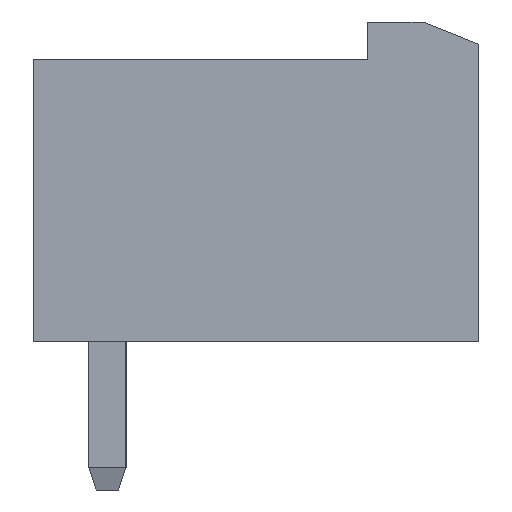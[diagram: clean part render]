
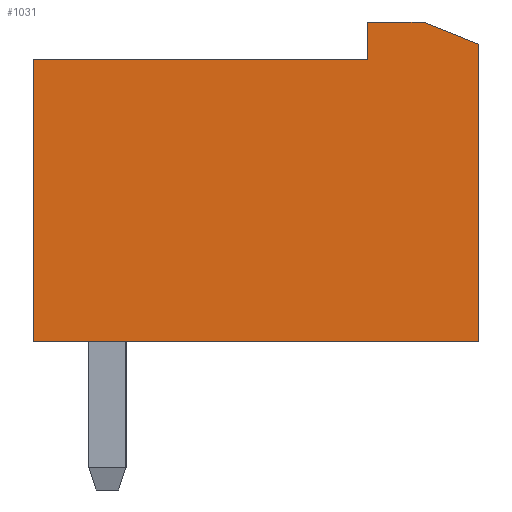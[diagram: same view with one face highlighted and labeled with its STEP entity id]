
A CAD part, left-side view. The second image highlights one B-rep face of the part: STEP entity #1031.
In plain terms, the highlighted planar face has unit normal (-1, 0, 0).
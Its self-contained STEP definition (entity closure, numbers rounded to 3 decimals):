
#22 = VERTEX_POINT('',#23);
#23 = CARTESIAN_POINT('',(-3.54,2.,7.6));
#32 = PLANE('',#33);
#33 = AXIS2_PLACEMENT_3D('',#34,#35,#36);
#34 = CARTESIAN_POINT('',(-3.54,2.,7.6));
#35 = DIRECTION('',(0.,1.,0.));
#36 = DIRECTION('',(0.,0.,-1.));
#44 = PLANE('',#45);
#45 = AXIS2_PLACEMENT_3D('',#46,#47,#48);
#46 = CARTESIAN_POINT('',(-3.54,-7.,7.6));
#47 = DIRECTION('',(0.,0.,1.));
#48 = DIRECTION('',(0.,1.,0.));
#85 = VERTEX_POINT('',#86);
#86 = CARTESIAN_POINT('',(-3.54,2.,0.));
#100 = PLANE('',#101);
#101 = AXIS2_PLACEMENT_3D('',#102,#103,#104);
#102 = CARTESIAN_POINT('',(-3.54,2.,0.));
#103 = DIRECTION('',(0.,0.,-1.));
#104 = DIRECTION('',(0.,-1.,0.));
#112 = EDGE_CURVE('',#22,#85,#113,.T.);
#113 = SURFACE_CURVE('',#114,(#118,#125),.PCURVE_S1.);
#114 = LINE('',#115,#116);
#115 = CARTESIAN_POINT('',(-3.54,2.,7.6));
#116 = VECTOR('',#117,1.);
#117 = DIRECTION('',(0.,0.,-1.));
#118 = PCURVE('',#32,#119);
#119 = DEFINITIONAL_REPRESENTATION('',(#120),#124);
#120 = LINE('',#121,#122);
#121 = CARTESIAN_POINT('',(0.,0.));
#122 = VECTOR('',#123,1.);
#123 = DIRECTION('',(1.,0.));
#124 = ( GEOMETRIC_REPRESENTATION_CONTEXT(2)
PARAMETRIC_REPRESENTATION_CONTEXT() REPRESENTATION_CONTEXT('2D SPACE',''
) );
#125 = PCURVE('',#126,#131);
#126 = PLANE('',#127);
#127 = AXIS2_PLACEMENT_3D('',#128,#129,#130);
#128 = CARTESIAN_POINT('',(-3.54,2.,7.6));
#129 = DIRECTION('',(1.,0.,0.));
#130 = DIRECTION('',(0.,-1.,0.));
#131 = DEFINITIONAL_REPRESENTATION('',(#132),#136);
#132 = LINE('',#133,#134);
#133 = CARTESIAN_POINT('',(0.,0.));
#134 = VECTOR('',#135,1.);
#135 = DIRECTION('',(0.,1.));
#136 = ( GEOMETRIC_REPRESENTATION_CONTEXT(2)
PARAMETRIC_REPRESENTATION_CONTEXT() REPRESENTATION_CONTEXT('2D SPACE',''
) );
#142 = VERTEX_POINT('',#143);
#143 = CARTESIAN_POINT('',(-3.54,-7.,7.6));
#159 = PLANE('',#160);
#160 = AXIS2_PLACEMENT_3D('',#161,#162,#163);
#161 = CARTESIAN_POINT('',(-3.54,-7.,8.6));
#162 = DIRECTION('',(0.,1.,0.));
#163 = DIRECTION('',(0.,0.,-1.));
#193 = EDGE_CURVE('',#142,#22,#194,.T.);
#194 = SURFACE_CURVE('',#195,(#199,#206),.PCURVE_S1.);
#195 = LINE('',#196,#197);
#196 = CARTESIAN_POINT('',(-3.54,-7.,7.6));
#197 = VECTOR('',#198,1.);
#198 = DIRECTION('',(0.,1.,0.));
#199 = PCURVE('',#44,#200);
#200 = DEFINITIONAL_REPRESENTATION('',(#201),#205);
#201 = LINE('',#202,#203);
#202 = CARTESIAN_POINT('',(0.,0.));
#203 = VECTOR('',#204,1.);
#204 = DIRECTION('',(1.,0.));
#205 = ( GEOMETRIC_REPRESENTATION_CONTEXT(2)
PARAMETRIC_REPRESENTATION_CONTEXT() REPRESENTATION_CONTEXT('2D SPACE',''
) );
#206 = PCURVE('',#126,#207);
#207 = DEFINITIONAL_REPRESENTATION('',(#208),#212);
#208 = LINE('',#209,#210);
#209 = CARTESIAN_POINT('',(9.,0.));
#210 = VECTOR('',#211,1.);
#211 = DIRECTION('',(-1.,0.));
#212 = ( GEOMETRIC_REPRESENTATION_CONTEXT(2)
PARAMETRIC_REPRESENTATION_CONTEXT() REPRESENTATION_CONTEXT('2D SPACE',''
) );
#242 = VERTEX_POINT('',#243);
#243 = CARTESIAN_POINT('',(-3.54,-10.,0.));
#257 = PLANE('',#258);
#258 = AXIS2_PLACEMENT_3D('',#259,#260,#261);
#259 = CARTESIAN_POINT('',(-3.54,-10.,0.));
#260 = DIRECTION('',(0.,-1.,0.));
#261 = DIRECTION('',(0.,0.,1.));
#269 = EDGE_CURVE('',#85,#242,#270,.T.);
#270 = SURFACE_CURVE('',#271,(#275,#282),.PCURVE_S1.);
#271 = LINE('',#272,#273);
#272 = CARTESIAN_POINT('',(-3.54,2.,0.));
#273 = VECTOR('',#274,1.);
#274 = DIRECTION('',(0.,-1.,0.));
#275 = PCURVE('',#100,#276);
#276 = DEFINITIONAL_REPRESENTATION('',(#277),#281);
#277 = LINE('',#278,#279);
#278 = CARTESIAN_POINT('',(0.,0.));
#279 = VECTOR('',#280,1.);
#280 = DIRECTION('',(1.,0.));
#281 = ( GEOMETRIC_REPRESENTATION_CONTEXT(2)
PARAMETRIC_REPRESENTATION_CONTEXT() REPRESENTATION_CONTEXT('2D SPACE',''
) );
#282 = PCURVE('',#126,#283);
#283 = DEFINITIONAL_REPRESENTATION('',(#284),#288);
#284 = LINE('',#285,#286);
#285 = CARTESIAN_POINT('',(0.,7.6));
#286 = VECTOR('',#287,1.);
#287 = DIRECTION('',(1.,0.));
#288 = ( GEOMETRIC_REPRESENTATION_CONTEXT(2)
PARAMETRIC_REPRESENTATION_CONTEXT() REPRESENTATION_CONTEXT('2D SPACE',''
) );
#1031 = ADVANCED_FACE('',(#1032),#126,.F.);
#1032 = FACE_BOUND('',#1033,.T.);
#1033 = EDGE_LOOP('',(#1034,#1035,#1036,#1059,#1087,#1115,#1136));
#1034 = ORIENTED_EDGE('',*,*,#112,.T.);
#1035 = ORIENTED_EDGE('',*,*,#269,.T.);
#1036 = ORIENTED_EDGE('',*,*,#1037,.T.);
#1037 = EDGE_CURVE('',#242,#1038,#1040,.T.);
#1038 = VERTEX_POINT('',#1039);
#1039 = CARTESIAN_POINT('',(-3.54,-10.,8.));
#1040 = SURFACE_CURVE('',#1041,(#1045,#1052),.PCURVE_S1.);
#1041 = LINE('',#1042,#1043);
#1042 = CARTESIAN_POINT('',(-3.54,-10.,0.));
#1043 = VECTOR('',#1044,1.);
#1044 = DIRECTION('',(0.,0.,1.));
#1045 = PCURVE('',#126,#1046);
#1046 = DEFINITIONAL_REPRESENTATION('',(#1047),#1051);
#1047 = LINE('',#1048,#1049);
#1048 = CARTESIAN_POINT('',(12.,7.6));
#1049 = VECTOR('',#1050,1.);
#1050 = DIRECTION('',(0.,-1.));
#1051 = ( GEOMETRIC_REPRESENTATION_CONTEXT(2)
PARAMETRIC_REPRESENTATION_CONTEXT() REPRESENTATION_CONTEXT('2D SPACE',''
) );
#1052 = PCURVE('',#257,#1053);
#1053 = DEFINITIONAL_REPRESENTATION('',(#1054),#1058);
#1054 = LINE('',#1055,#1056);
#1055 = CARTESIAN_POINT('',(0.,0.));
#1056 = VECTOR('',#1057,1.);
#1057 = DIRECTION('',(1.,0.));
#1058 = ( GEOMETRIC_REPRESENTATION_CONTEXT(2)
PARAMETRIC_REPRESENTATION_CONTEXT() REPRESENTATION_CONTEXT('2D SPACE',''
) );
#1059 = ORIENTED_EDGE('',*,*,#1060,.T.);
#1060 = EDGE_CURVE('',#1038,#1061,#1063,.T.);
#1061 = VERTEX_POINT('',#1062);
#1062 = CARTESIAN_POINT('',(-3.54,-8.5,8.6));
#1063 = SURFACE_CURVE('',#1064,(#1068,#1075),.PCURVE_S1.);
#1064 = LINE('',#1065,#1066);
#1065 = CARTESIAN_POINT('',(-3.54,-10.,8.));
#1066 = VECTOR('',#1067,1.);
#1067 = DIRECTION('',(0.,0.928,0.371));
#1068 = PCURVE('',#126,#1069);
#1069 = DEFINITIONAL_REPRESENTATION('',(#1070),#1074);
#1070 = LINE('',#1071,#1072);
#1071 = CARTESIAN_POINT('',(12.,-0.4));
#1072 = VECTOR('',#1073,1.);
#1073 = DIRECTION('',(-0.928,-0.371));
#1074 = ( GEOMETRIC_REPRESENTATION_CONTEXT(2)
PARAMETRIC_REPRESENTATION_CONTEXT() REPRESENTATION_CONTEXT('2D SPACE',''
) );
#1075 = PCURVE('',#1076,#1081);
#1076 = PLANE('',#1077);
#1077 = AXIS2_PLACEMENT_3D('',#1078,#1079,#1080);
#1078 = CARTESIAN_POINT('',(-3.54,-10.,8.));
#1079 = DIRECTION('',(0.,-0.371,0.928));
#1080 = DIRECTION('',(0.,0.928,0.371));
#1081 = DEFINITIONAL_REPRESENTATION('',(#1082),#1086);
#1082 = LINE('',#1083,#1084);
#1083 = CARTESIAN_POINT('',(0.,0.));
#1084 = VECTOR('',#1085,1.);
#1085 = DIRECTION('',(1.,0.));
#1086 = ( GEOMETRIC_REPRESENTATION_CONTEXT(2)
PARAMETRIC_REPRESENTATION_CONTEXT() REPRESENTATION_CONTEXT('2D SPACE',''
) );
#1087 = ORIENTED_EDGE('',*,*,#1088,.T.);
#1088 = EDGE_CURVE('',#1061,#1089,#1091,.T.);
#1089 = VERTEX_POINT('',#1090);
#1090 = CARTESIAN_POINT('',(-3.54,-7.,8.6));
#1091 = SURFACE_CURVE('',#1092,(#1096,#1103),.PCURVE_S1.);
#1092 = LINE('',#1093,#1094);
#1093 = CARTESIAN_POINT('',(-3.54,-8.5,8.6));
#1094 = VECTOR('',#1095,1.);
#1095 = DIRECTION('',(0.,1.,0.));
#1096 = PCURVE('',#126,#1097);
#1097 = DEFINITIONAL_REPRESENTATION('',(#1098),#1102);
#1098 = LINE('',#1099,#1100);
#1099 = CARTESIAN_POINT('',(10.5,-1.));
#1100 = VECTOR('',#1101,1.);
#1101 = DIRECTION('',(-1.,0.));
#1102 = ( GEOMETRIC_REPRESENTATION_CONTEXT(2)
PARAMETRIC_REPRESENTATION_CONTEXT() REPRESENTATION_CONTEXT('2D SPACE',''
) );
#1103 = PCURVE('',#1104,#1109);
#1104 = PLANE('',#1105);
#1105 = AXIS2_PLACEMENT_3D('',#1106,#1107,#1108);
#1106 = CARTESIAN_POINT('',(-3.54,-8.5,8.6));
#1107 = DIRECTION('',(0.,0.,1.));
#1108 = DIRECTION('',(0.,1.,0.));
#1109 = DEFINITIONAL_REPRESENTATION('',(#1110),#1114);
#1110 = LINE('',#1111,#1112);
#1111 = CARTESIAN_POINT('',(0.,0.));
#1112 = VECTOR('',#1113,1.);
#1113 = DIRECTION('',(1.,0.));
#1114 = ( GEOMETRIC_REPRESENTATION_CONTEXT(2)
PARAMETRIC_REPRESENTATION_CONTEXT() REPRESENTATION_CONTEXT('2D SPACE',''
) );
#1115 = ORIENTED_EDGE('',*,*,#1116,.T.);
#1116 = EDGE_CURVE('',#1089,#142,#1117,.T.);
#1117 = SURFACE_CURVE('',#1118,(#1122,#1129),.PCURVE_S1.);
#1118 = LINE('',#1119,#1120);
#1119 = CARTESIAN_POINT('',(-3.54,-7.,8.6));
#1120 = VECTOR('',#1121,1.);
#1121 = DIRECTION('',(0.,0.,-1.));
#1122 = PCURVE('',#126,#1123);
#1123 = DEFINITIONAL_REPRESENTATION('',(#1124),#1128);
#1124 = LINE('',#1125,#1126);
#1125 = CARTESIAN_POINT('',(9.,-1.));
#1126 = VECTOR('',#1127,1.);
#1127 = DIRECTION('',(0.,1.));
#1128 = ( GEOMETRIC_REPRESENTATION_CONTEXT(2)
PARAMETRIC_REPRESENTATION_CONTEXT() REPRESENTATION_CONTEXT('2D SPACE',''
) );
#1129 = PCURVE('',#159,#1130);
#1130 = DEFINITIONAL_REPRESENTATION('',(#1131),#1135);
#1131 = LINE('',#1132,#1133);
#1132 = CARTESIAN_POINT('',(0.,0.));
#1133 = VECTOR('',#1134,1.);
#1134 = DIRECTION('',(1.,0.));
#1135 = ( GEOMETRIC_REPRESENTATION_CONTEXT(2)
PARAMETRIC_REPRESENTATION_CONTEXT() REPRESENTATION_CONTEXT('2D SPACE',''
) );
#1136 = ORIENTED_EDGE('',*,*,#193,.T.);
